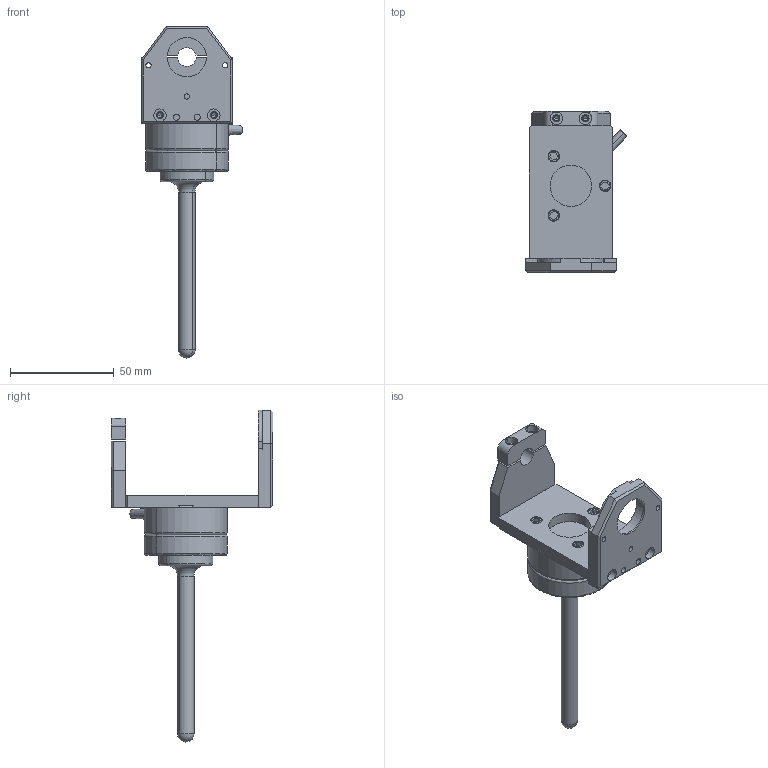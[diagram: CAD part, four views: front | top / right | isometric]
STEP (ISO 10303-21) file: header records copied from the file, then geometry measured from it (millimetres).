
FILE_DESCRIPTION (( 'STEP AP203' ), '1' );
FILE_NAME ('J6.STEP', '2016-03-29T03:02:55', ( '' ), ( '' ), 'SwSTEP 2.0', 'SolidWorks 2013', '' );
FILE_SCHEMA (( 'CONFIG_CONTROL_DESIGN' ));
Length unit declared in the file: millimetre
Products named in the file (11): M3; 6axis-forcesensor; 03; RT21-1510A; ALL; RT21-1511A; J6; RT21-1512A; RT21-1515A; 02; 01
Assembly tree (18 placements, depth 3):
  J6
    RT21-1510A
    RT21-1511A
    RT21-1512A
    RT21-1515A
    ALL
      02
      01
      M3  x9
      6axis-forcesensor
      03
Bounding box: 48.96 x 78 x 160.1 mm (x, y, z)
Volume: 67503.3 mm3; surface area: 33164.3 mm2
Topology: 17 solids, 17 shells, 474 faces, 1091 edges, 672 vertices
Faces by surface type: cylinder 192, plane 172, cone 56, torus 52, sphere 2
Entity records: 10635 total; most frequent: DIRECTION 1766, CARTESIAN_POINT 1646, ORIENTED_EDGE 1442, EDGE_CURVE 721, AXIS2_PLACEMENT_3D 716, VERTEX_POINT 462, EDGE_LOOP 405, CIRCLE 380
